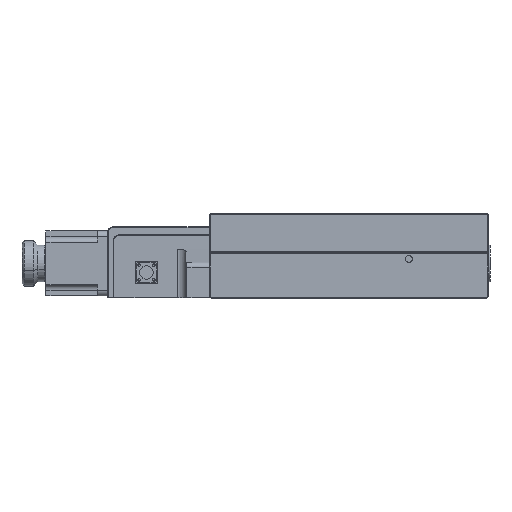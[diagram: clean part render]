
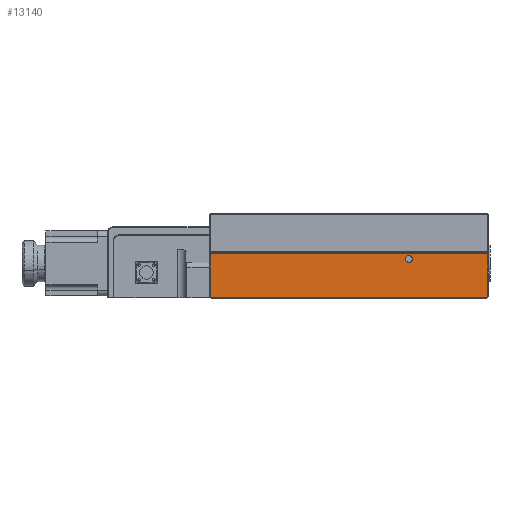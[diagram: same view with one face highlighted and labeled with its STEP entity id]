
A CAD part, front view. The second image highlights one B-rep face of the part: STEP entity #13140.
In plain terms, the highlighted planar face has unit normal (0, -1, 0).
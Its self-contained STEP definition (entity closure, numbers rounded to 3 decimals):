
#215 = CARTESIAN_POINT ( 'NONE',  ( 122.5, -90., 55. ) ) ;
#318 = CARTESIAN_POINT ( 'NONE',  ( 55.5, -90., 35. ) ) ;
#917 = VERTEX_POINT ( 'NONE', #9461 ) ;
#1319 = DIRECTION ( 'NONE',  ( 0., -1., 0. ) ) ;
#1583 = CARTESIAN_POINT ( 'NONE',  ( -121.5, -90., 1. ) ) ;
#1637 = AXIS2_PLACEMENT_3D ( 'NONE', #1829, #13044, #15898 ) ;
#1829 = CARTESIAN_POINT ( 'NONE',  ( 52.5, -90., 35. ) ) ;
#1951 = VECTOR ( 'NONE', #16524, 1000. ) ;
#3268 = EDGE_CURVE ( 'NONE', #7776, #10129, #4980, .T. ) ;
#3298 = LINE ( 'NONE', #5611, #12049 ) ;
#3438 = DIRECTION ( 'NONE',  ( 1., 0., 0. ) ) ;
#3750 = ORIENTED_EDGE ( 'NONE', *, *, #11239, .T. ) ;
#3851 = ORIENTED_EDGE ( 'NONE', *, *, #6574, .T. ) ;
#4430 = DIRECTION ( 'NONE',  ( 0., 1., 0. ) ) ;
#4782 = FACE_OUTER_BOUND ( 'NONE', #16831, .T. ) ;
#4980 = LINE ( 'NONE', #11803, #15026 ) ;
#5201 = VERTEX_POINT ( 'NONE', #9556 ) ;
#5611 = CARTESIAN_POINT ( 'NONE',  ( 122.5, -90., 39.5 ) ) ;
#5727 = EDGE_LOOP ( 'NONE', ( #11121, #16470 ) ) ;
#6344 = VERTEX_POINT ( 'NONE', #318 ) ;
#6507 = DIRECTION ( 'NONE',  ( 0., 0., 1. ) ) ;
#6574 = EDGE_CURVE ( 'NONE', #5201, #917, #3298, .T. ) ;
#6739 = DIRECTION ( 'NONE',  ( -1., 0., 0. ) ) ;
#6943 = DIRECTION ( 'NONE',  ( 1., 0., 0. ) ) ;
#7011 = VERTEX_POINT ( 'NONE', #11418 ) ;
#7769 = ORIENTED_EDGE ( 'NONE', *, *, #12358, .T. ) ;
#7776 = VERTEX_POINT ( 'NONE', #1583 ) ;
#7953 = AXIS2_PLACEMENT_3D ( 'NONE', #18082, #1319, #6943 ) ;
#8877 = AXIS2_PLACEMENT_3D ( 'NONE', #215, #4430, #14201 ) ;
#9334 = CIRCLE ( 'NONE', #1637, 3. ) ;
#9461 = CARTESIAN_POINT ( 'NONE',  ( -121.5, -90., 39.5 ) ) ;
#9556 = CARTESIAN_POINT ( 'NONE',  ( 121.5, -90., 39.5 ) ) ;
#10129 = VERTEX_POINT ( 'NONE', #10312 ) ;
#10312 = CARTESIAN_POINT ( 'NONE',  ( 121.5, -90., 1. ) ) ;
#10585 = CARTESIAN_POINT ( 'NONE',  ( 121.5, -90., 55. ) ) ;
#11121 = ORIENTED_EDGE ( 'NONE', *, *, #11874, .F. ) ;
#11239 = EDGE_CURVE ( 'NONE', #917, #7776, #14218, .T. ) ;
#11370 = PLANE ( 'NONE',  #8877 ) ;
#11418 = CARTESIAN_POINT ( 'NONE',  ( 49.5, -90., 35. ) ) ;
#11803 = CARTESIAN_POINT ( 'NONE',  ( 122.5, -90., 1. ) ) ;
#11874 = EDGE_CURVE ( 'NONE', #6344, #7011, #9334, .T. ) ;
#12049 = VECTOR ( 'NONE', #6739, 1000. ) ;
#12243 = LINE ( 'NONE', #10585, #14459 ) ;
#12346 = ORIENTED_EDGE ( 'NONE', *, *, #3268, .T. ) ;
#12358 = EDGE_CURVE ( 'NONE', #10129, #5201, #12243, .T. ) ;
#13044 = DIRECTION ( 'NONE',  ( 0., -1., 0. ) ) ;
#13140 = ADVANCED_FACE ( 'NONE', ( #13739, #4782 ), #11370, .F. ) ;
#13739 = FACE_BOUND ( 'NONE', #5727, .T. ) ;
#14201 = DIRECTION ( 'NONE',  ( -1., 0., 0. ) ) ;
#14218 = LINE ( 'NONE', #15160, #1951 ) ;
#14459 = VECTOR ( 'NONE', #6507, 1000. ) ;
#15026 = VECTOR ( 'NONE', #3438, 1000. ) ;
#15160 = CARTESIAN_POINT ( 'NONE',  ( -121.5, -90., 55. ) ) ;
#15898 = DIRECTION ( 'NONE',  ( 1., 0., 0. ) ) ;
#15974 = EDGE_CURVE ( 'NONE', #7011, #6344, #16479, .T. ) ;
#16470 = ORIENTED_EDGE ( 'NONE', *, *, #15974, .F. ) ;
#16479 = CIRCLE ( 'NONE', #7953, 3. ) ;
#16524 = DIRECTION ( 'NONE',  ( 0., 0., -1. ) ) ;
#16831 = EDGE_LOOP ( 'NONE', ( #7769, #3851, #3750, #12346 ) ) ;
#18082 = CARTESIAN_POINT ( 'NONE',  ( 52.5, -90., 35. ) ) ;
